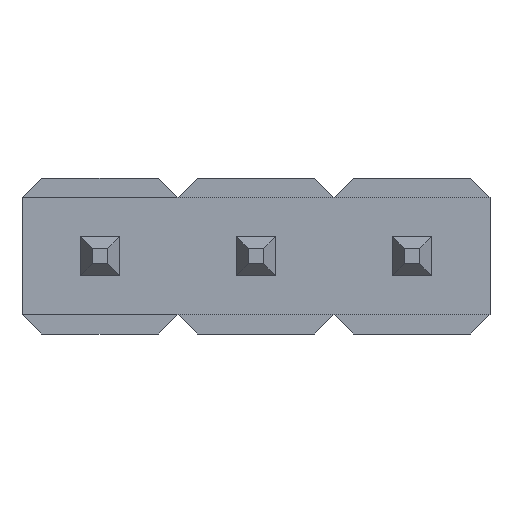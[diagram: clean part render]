
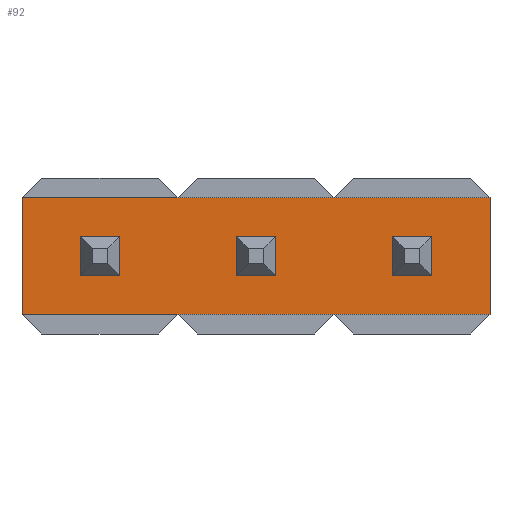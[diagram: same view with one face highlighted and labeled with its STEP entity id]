
A CAD part, front view. The second image highlights one B-rep face of the part: STEP entity #92.
In plain terms, the highlighted planar face has unit normal (0, -1, 0).
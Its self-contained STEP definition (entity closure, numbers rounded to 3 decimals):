
#92=ADVANCED_FACE('',(#193,#194,#195,#196),#197,.F.);
#193=FACE_OUTER_BOUND('',#379,.T.);
#194=FACE_BOUND('',#380,.T.);
#195=FACE_BOUND('',#381,.T.);
#196=FACE_BOUND('',#382,.T.);
#197=PLANE('',#383);
#379=EDGE_LOOP('',(#605,#606,#607,#608,#609,#610,#611,#612));
#380=EDGE_LOOP('',(#613,#614,#615,#616));
#381=EDGE_LOOP('',(#617,#618,#619,#620));
#382=EDGE_LOOP('',(#621,#622,#623,#624));
#383=AXIS2_PLACEMENT_3D('',#625,#626,#627);
#605=ORIENTED_EDGE('',*,*,#1243,.T.);
#606=ORIENTED_EDGE('',*,*,#1250,.T.);
#607=ORIENTED_EDGE('',*,*,#1253,.F.);
#608=ORIENTED_EDGE('',*,*,#1254,.F.);
#609=ORIENTED_EDGE('',*,*,#1255,.F.);
#610=ORIENTED_EDGE('',*,*,#1230,.F.);
#611=ORIENTED_EDGE('',*,*,#1256,.T.);
#612=ORIENTED_EDGE('',*,*,#1237,.T.);
#613=ORIENTED_EDGE('',*,*,#1257,.T.);
#614=ORIENTED_EDGE('',*,*,#1258,.T.);
#615=ORIENTED_EDGE('',*,*,#1259,.T.);
#616=ORIENTED_EDGE('',*,*,#1260,.T.);
#617=ORIENTED_EDGE('',*,*,#1261,.T.);
#618=ORIENTED_EDGE('',*,*,#1262,.T.);
#619=ORIENTED_EDGE('',*,*,#1263,.T.);
#620=ORIENTED_EDGE('',*,*,#1264,.T.);
#621=ORIENTED_EDGE('',*,*,#1265,.T.);
#622=ORIENTED_EDGE('',*,*,#1266,.T.);
#623=ORIENTED_EDGE('',*,*,#1267,.T.);
#624=ORIENTED_EDGE('',*,*,#1268,.T.);
#625=CARTESIAN_POINT('',(3.2,-1.25,-0.75));
#626=DIRECTION('',(-0.0,1.0,0.0));
#627=DIRECTION('',(1.0,0.0,0.0));
#1230=EDGE_CURVE('',#1440,#1442,#1443,.T.);
#1237=EDGE_CURVE('',#1455,#1453,#1456,.T.);
#1243=EDGE_CURVE('',#1453,#1466,#1467,.T.);
#1250=EDGE_CURVE('',#1466,#1478,#1479,.T.);
#1253=EDGE_CURVE('',#1482,#1478,#1483,.T.);
#1254=EDGE_CURVE('',#1484,#1482,#1485,.T.);
#1255=EDGE_CURVE('',#1442,#1484,#1486,.T.);
#1256=EDGE_CURVE('',#1440,#1455,#1487,.T.);
#1257=EDGE_CURVE('',#1488,#1489,#1490,.T.);
#1258=EDGE_CURVE('',#1489,#1491,#1492,.T.);
#1259=EDGE_CURVE('',#1491,#1493,#1494,.T.);
#1260=EDGE_CURVE('',#1493,#1488,#1495,.T.);
#1261=EDGE_CURVE('',#1496,#1497,#1498,.T.);
#1262=EDGE_CURVE('',#1497,#1499,#1500,.T.);
#1263=EDGE_CURVE('',#1499,#1501,#1502,.T.);
#1264=EDGE_CURVE('',#1501,#1496,#1503,.T.);
#1265=EDGE_CURVE('',#1504,#1505,#1506,.T.);
#1266=EDGE_CURVE('',#1505,#1507,#1508,.T.);
#1267=EDGE_CURVE('',#1507,#1509,#1510,.T.);
#1268=EDGE_CURVE('',#1509,#1504,#1511,.T.);
#1440=VERTEX_POINT('',#1772);
#1442=VERTEX_POINT('',#1775);
#1443=LINE('',#1776,#1777);
#1453=VERTEX_POINT('',#1792);
#1455=VERTEX_POINT('',#1795);
#1456=LINE('',#1796,#1797);
#1466=VERTEX_POINT('',#1812);
#1467=LINE('',#1813,#1814);
#1478=VERTEX_POINT('',#1831);
#1479=LINE('',#1832,#1833);
#1482=VERTEX_POINT('',#1838);
#1483=LINE('',#1839,#1840);
#1484=VERTEX_POINT('',#1841);
#1485=LINE('',#1842,#1843);
#1486=LINE('',#1844,#1845);
#1487=LINE('',#1846,#1847);
#1488=VERTEX_POINT('',#1848);
#1489=VERTEX_POINT('',#1849);
#1490=LINE('',#1850,#1851);
#1491=VERTEX_POINT('',#1852);
#1492=LINE('',#1853,#1854);
#1493=VERTEX_POINT('',#1855);
#1494=LINE('',#1856,#1857);
#1495=LINE('',#1858,#1859);
#1496=VERTEX_POINT('',#1860);
#1497=VERTEX_POINT('',#1861);
#1498=LINE('',#1862,#1863);
#1499=VERTEX_POINT('',#1864);
#1500=LINE('',#1865,#1866);
#1501=VERTEX_POINT('',#1867);
#1502=LINE('',#1868,#1869);
#1503=LINE('',#1870,#1871);
#1504=VERTEX_POINT('',#1872);
#1505=VERTEX_POINT('',#1873);
#1506=LINE('',#1874,#1875);
#1507=VERTEX_POINT('',#1876);
#1508=LINE('',#1877,#1878);
#1509=VERTEX_POINT('',#1879);
#1510=LINE('',#1880,#1881);
#1511=LINE('',#1882,#1883);
#1772=CARTESIAN_POINT('',(7.0,-1.25,-0.75));
#1775=CARTESIAN_POINT('',(5.0,-1.25,-0.75));
#1776=CARTESIAN_POINT('',(7.0,-1.25,-0.75));
#1777=VECTOR('',#2297,2.0);
#1792=CARTESIAN_POINT('',(5.0,-1.25,0.75));
#1795=CARTESIAN_POINT('',(7.0,-1.25,0.75));
#1796=CARTESIAN_POINT('',(7.0,-1.25,0.75));
#1797=VECTOR('',#2304,2.0);
#1812=CARTESIAN_POINT('',(3.0,-1.25,0.75));
#1813=CARTESIAN_POINT('',(5.0,-1.25,0.75));
#1814=VECTOR('',#2310,2.0);
#1831=CARTESIAN_POINT('',(1.0,-1.25,0.75));
#1832=CARTESIAN_POINT('',(3.0,-1.25,0.75));
#1833=VECTOR('',#2317,2.0);
#1838=CARTESIAN_POINT('',(1.0,-1.25,-0.75));
#1839=CARTESIAN_POINT('',(1.0,-1.25,-0.75));
#1840=VECTOR('',#2320,1.5);
#1841=CARTESIAN_POINT('',(3.0,-1.25,-0.75));
#1842=CARTESIAN_POINT('',(3.0,-1.25,-0.75));
#1843=VECTOR('',#2321,2.0);
#1844=CARTESIAN_POINT('',(5.0,-1.25,-0.75));
#1845=VECTOR('',#2322,2.0);
#1846=CARTESIAN_POINT('',(7.0,-1.25,-0.75));
#1847=VECTOR('',#2323,1.5);
#1848=CARTESIAN_POINT('',(3.785,-1.25,0.215));
#1849=CARTESIAN_POINT('',(4.215,-1.25,0.215));
#1850=CARTESIAN_POINT('',(3.785,-1.25,0.215));
#1851=VECTOR('',#2324,0.43);
#1852=CARTESIAN_POINT('',(4.215,-1.25,-0.215));
#1853=CARTESIAN_POINT('',(4.215,-1.25,0.215));
#1854=VECTOR('',#2325,0.43);
#1855=CARTESIAN_POINT('',(3.785,-1.25,-0.215));
#1856=CARTESIAN_POINT('',(4.215,-1.25,-0.215));
#1857=VECTOR('',#2326,0.43);
#1858=CARTESIAN_POINT('',(3.785,-1.25,-0.215));
#1859=VECTOR('',#2327,0.43);
#1860=CARTESIAN_POINT('',(1.785,-1.25,0.215));
#1861=CARTESIAN_POINT('',(2.215,-1.25,0.215));
#1862=CARTESIAN_POINT('',(1.785,-1.25,0.215));
#1863=VECTOR('',#2328,0.43);
#1864=CARTESIAN_POINT('',(2.215,-1.25,-0.215));
#1865=CARTESIAN_POINT('',(2.215,-1.25,0.215));
#1866=VECTOR('',#2329,0.43);
#1867=CARTESIAN_POINT('',(1.785,-1.25,-0.215));
#1868=CARTESIAN_POINT('',(2.215,-1.25,-0.215));
#1869=VECTOR('',#2330,0.43);
#1870=CARTESIAN_POINT('',(1.785,-1.25,-0.215));
#1871=VECTOR('',#2331,0.43);
#1872=CARTESIAN_POINT('',(5.785,-1.25,0.215));
#1873=CARTESIAN_POINT('',(6.215,-1.25,0.215));
#1874=CARTESIAN_POINT('',(5.785,-1.25,0.215));
#1875=VECTOR('',#2332,0.43);
#1876=CARTESIAN_POINT('',(6.215,-1.25,-0.215));
#1877=CARTESIAN_POINT('',(6.215,-1.25,0.215));
#1878=VECTOR('',#2333,0.43);
#1879=CARTESIAN_POINT('',(5.785,-1.25,-0.215));
#1880=CARTESIAN_POINT('',(6.215,-1.25,-0.215));
#1881=VECTOR('',#2334,0.43);
#1882=CARTESIAN_POINT('',(5.785,-1.25,-0.215));
#1883=VECTOR('',#2335,0.43);
#2297=DIRECTION('',(-1.0,0.0,0.0));
#2304=DIRECTION('',(-1.0,0.0,0.0));
#2310=DIRECTION('',(-1.0,0.0,0.0));
#2317=DIRECTION('',(-1.0,0.0,0.0));
#2320=DIRECTION('',(0.0,0.0,1.0));
#2321=DIRECTION('',(-1.0,0.0,0.0));
#2322=DIRECTION('',(-1.0,0.0,0.0));
#2323=DIRECTION('',(0.0,0.0,1.0));
#2324=DIRECTION('',(1.0,0.0,0.0));
#2325=DIRECTION('',(0.0,0.0,-1.0));
#2326=DIRECTION('',(-1.0,0.0,0.0));
#2327=DIRECTION('',(0.0,0.0,1.0));
#2328=DIRECTION('',(1.0,0.0,0.0));
#2329=DIRECTION('',(0.0,0.0,-1.0));
#2330=DIRECTION('',(-1.0,0.0,0.0));
#2331=DIRECTION('',(0.0,0.0,1.0));
#2332=DIRECTION('',(1.0,0.0,0.0));
#2333=DIRECTION('',(0.0,0.0,-1.0));
#2334=DIRECTION('',(-1.0,0.0,0.0));
#2335=DIRECTION('',(0.0,0.0,1.0));
